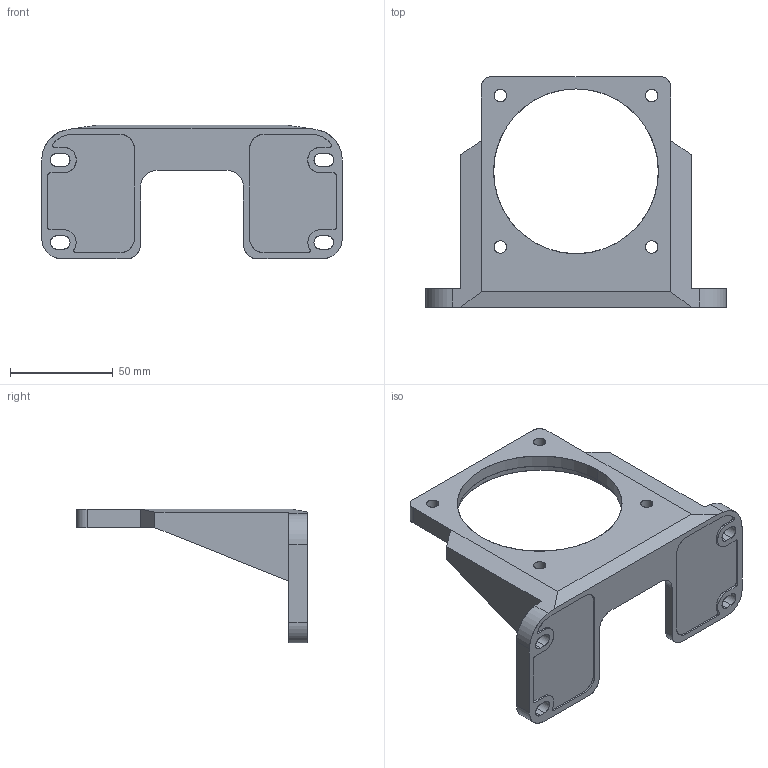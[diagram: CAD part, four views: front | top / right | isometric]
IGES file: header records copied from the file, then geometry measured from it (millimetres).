
Start section: SolidWorks IGES file using analytic representation for surfaces
Global section: file name: 9DBK.IGS; native system: SolidWorks 2011; preprocessor: SolidWorks 2011; author: DKM0728; date: 170206.174947; units: millimetre
Bounding box: 146 x 112 x 65 mm (x, y, z)
Surface area: 40938.5 mm2 (no closed solid volume)
Topology: 0 solids, 0 shells, 179 faces, 2646 edges, 2646 vertices
Faces by surface type: revolution 93, bspline 86
